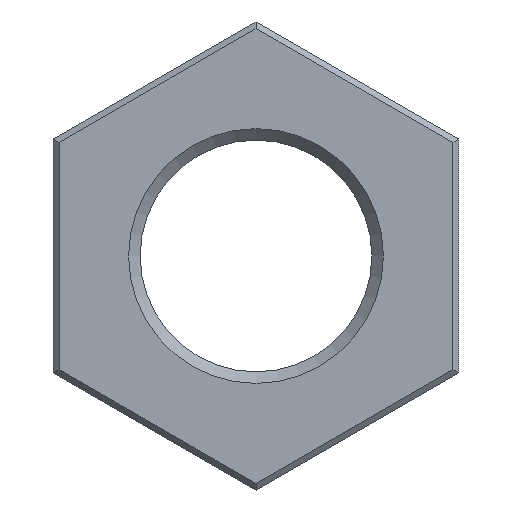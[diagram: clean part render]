
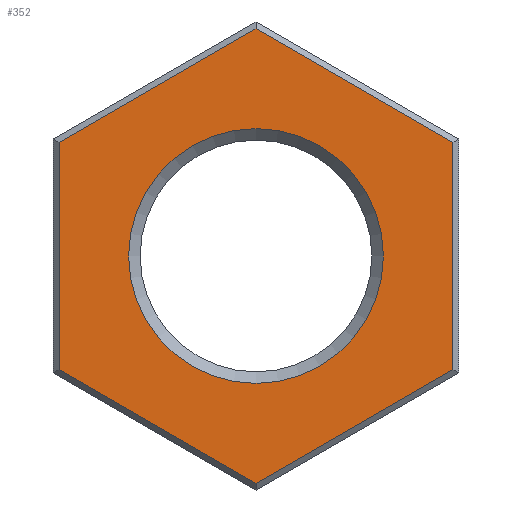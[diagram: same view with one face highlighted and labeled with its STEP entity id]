
A CAD part, front view. The second image highlights one B-rep face of the part: STEP entity #352.
In plain terms, the highlighted planar face has unit normal (0, -1, 0).
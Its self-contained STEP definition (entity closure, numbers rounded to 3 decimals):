
#21=LINE('',#526,#63);
#22=LINE('',#528,#64);
#23=LINE('',#530,#65);
#24=LINE('',#532,#66);
#25=LINE('',#534,#67);
#26=LINE('',#535,#68);
#63=VECTOR('',#426,3.926);
#64=VECTOR('',#427,3.926);
#65=VECTOR('',#428,3.926);
#66=VECTOR('',#429,3.926);
#67=VECTOR('',#430,3.926);
#68=VECTOR('',#431,3.926);
#100=PLANE('',#381);
#124=FACE_BOUND('',#157,.T.);
#129=FACE_OUTER_BOUND('',#156,.T.);
#156=EDGE_LOOP('',(#267,#268,#269,#270,#271,#272));
#157=EDGE_LOOP('',(#273));
#179=CIRCLE('',#380,2.2);
#189=VERTEX_POINT('',#521);
#190=VERTEX_POINT('',#524);
#191=VERTEX_POINT('',#525);
#192=VERTEX_POINT('',#527);
#193=VERTEX_POINT('',#529);
#194=VERTEX_POINT('',#531);
#195=VERTEX_POINT('',#533);
#217=EDGE_CURVE('',#189,#189,#179,.T.);
#218=EDGE_CURVE('',#190,#191,#21,.T.);
#219=EDGE_CURVE('',#192,#190,#22,.T.);
#220=EDGE_CURVE('',#193,#192,#23,.T.);
#221=EDGE_CURVE('',#194,#193,#24,.T.);
#222=EDGE_CURVE('',#195,#194,#25,.T.);
#223=EDGE_CURVE('',#191,#195,#26,.T.);
#267=ORIENTED_EDGE('',*,*,#218,.F.);
#268=ORIENTED_EDGE('',*,*,#219,.F.);
#269=ORIENTED_EDGE('',*,*,#220,.F.);
#270=ORIENTED_EDGE('',*,*,#221,.F.);
#271=ORIENTED_EDGE('',*,*,#222,.F.);
#272=ORIENTED_EDGE('',*,*,#223,.F.);
#273=ORIENTED_EDGE('',*,*,#217,.F.);
#352=ADVANCED_FACE('',(#129,#124),#100,.T.);
#380=AXIS2_PLACEMENT_3D('',#522,#422,#423);
#381=AXIS2_PLACEMENT_3D('',#523,#424,#425);
#422=DIRECTION('center_axis',(0.,-1.,0.));
#423=DIRECTION('ref_axis',(-1.,0.,0.));
#424=DIRECTION('center_axis',(0.,-1.,0.));
#425=DIRECTION('ref_axis',(0.,0.,-1.));
#426=DIRECTION('',(-0.866,0.,-0.5));
#427=DIRECTION('',(0.,0.,-1.));
#428=DIRECTION('',(0.866,0.,-0.5));
#429=DIRECTION('',(0.866,0.,0.5));
#430=DIRECTION('',(0.,0.,1.));
#431=DIRECTION('',(-0.866,0.,0.5));
#521=CARTESIAN_POINT('',(2.2,-16.,0.));
#522=CARTESIAN_POINT('Origin',(0.,-16.,0.));
#523=CARTESIAN_POINT('Origin',(0.,-16.,0.));
#524=CARTESIAN_POINT('',(3.4,-16.,-1.963));
#525=CARTESIAN_POINT('',(0.,-16.,-3.926));
#526=CARTESIAN_POINT('',(0.825,-16.,-3.45));
#527=CARTESIAN_POINT('',(3.4,-16.,1.963));
#528=CARTESIAN_POINT('',(3.4,-16.,-1.01));
#529=CARTESIAN_POINT('',(0.,-16.,3.926));
#530=CARTESIAN_POINT('',(2.575,-16.,2.439));
#531=CARTESIAN_POINT('',(-3.4,-16.,1.963));
#532=CARTESIAN_POINT('',(-0.825,-16.,3.45));
#533=CARTESIAN_POINT('',(-3.4,-16.,-1.963));
#534=CARTESIAN_POINT('',(-3.4,-16.,1.01));
#535=CARTESIAN_POINT('',(-2.575,-16.,-2.439));
